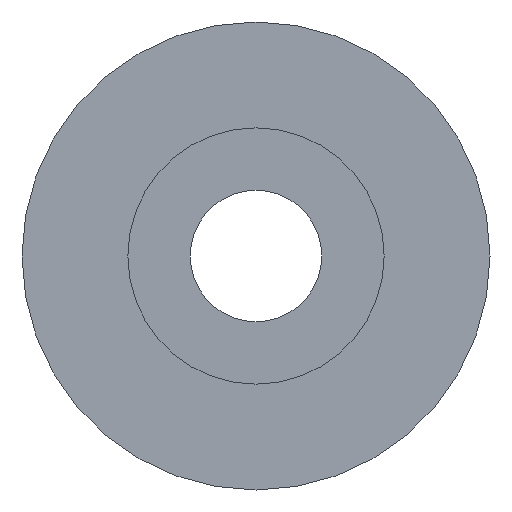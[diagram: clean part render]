
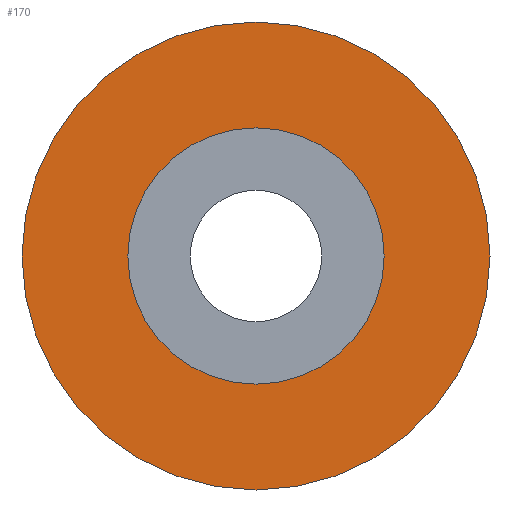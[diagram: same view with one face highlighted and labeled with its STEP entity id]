
A CAD part, front view. The second image highlights one B-rep face of the part: STEP entity #170.
In plain terms, the highlighted planar face has unit normal (0, -1, 0).
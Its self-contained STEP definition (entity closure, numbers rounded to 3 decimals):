
#17 = AXIS2_PLACEMENT_3D ( 'NONE', #366, #219, #260 ) ;
#20 = DIRECTION ( 'NONE',  ( 0., -1., 0. ) ) ;
#26 = CARTESIAN_POINT ( 'NONE',  ( 0., 8., -4.875 ) ) ;
#39 = EDGE_CURVE ( 'NONE', #208, #283, #262, .T. ) ;
#41 = ORIENTED_EDGE ( 'NONE', *, *, #269, .T. ) ;
#54 = CARTESIAN_POINT ( 'NONE',  ( 0., 8., 0. ) ) ;
#57 = CARTESIAN_POINT ( 'NONE',  ( 0., 8., 0. ) ) ;
#58 = EDGE_LOOP ( 'NONE', ( #41, #396 ) ) ;
#59 = VERTEX_POINT ( 'NONE', #251 ) ;
#85 = CIRCLE ( 'NONE', #133, 4.875 ) ;
#106 = EDGE_LOOP ( 'NONE', ( #330, #318 ) ) ;
#118 = CARTESIAN_POINT ( 'NONE',  ( -8.9, 8., 0. ) ) ;
#123 = FACE_OUTER_BOUND ( 'NONE', #58, .T. ) ;
#133 = AXIS2_PLACEMENT_3D ( 'NONE', #310, #381, #284 ) ;
#150 = DIRECTION ( 'NONE',  ( 0., 1., 0. ) ) ;
#154 = DIRECTION ( 'NONE',  ( 0., 0., 1. ) ) ;
#157 = FACE_BOUND ( 'NONE', #106, .T. ) ;
#163 = CARTESIAN_POINT ( 'NONE',  ( 0., 8., 8.9 ) ) ;
#170 = ADVANCED_FACE ( 'NONE', ( #157, #123 ), #435, .F. ) ;
#183 = AXIS2_PLACEMENT_3D ( 'NONE', #54, #307, #384 ) ;
#185 = EDGE_CURVE ( 'NONE', #59, #387, #85, .T. ) ;
#208 = VERTEX_POINT ( 'NONE', #163 ) ;
#219 = DIRECTION ( 'NONE',  ( 0., -1., 0. ) ) ;
#251 = CARTESIAN_POINT ( 'NONE',  ( 0., 8., 4.875 ) ) ;
#260 = DIRECTION ( 'NONE',  ( 0., 0., -1. ) ) ;
#262 = CIRCLE ( 'NONE', #17, 8.9 ) ;
#269 = EDGE_CURVE ( 'NONE', #283, #208, #323, .T. ) ;
#281 = DIRECTION ( 'NONE',  ( 0., 0., -1. ) ) ;
#283 = VERTEX_POINT ( 'NONE', #345 ) ;
#284 = DIRECTION ( 'NONE',  ( 0., 0., -1. ) ) ;
#289 = EDGE_CURVE ( 'NONE', #387, #59, #414, .T. ) ;
#299 = AXIS2_PLACEMENT_3D ( 'NONE', #57, #20, #281 ) ;
#307 = DIRECTION ( 'NONE',  ( 0., -1., 0. ) ) ;
#308 = AXIS2_PLACEMENT_3D ( 'NONE', #118, #150, #154 ) ;
#310 = CARTESIAN_POINT ( 'NONE',  ( 0., 8., 0. ) ) ;
#318 = ORIENTED_EDGE ( 'NONE', *, *, #185, .F. ) ;
#323 = CIRCLE ( 'NONE', #299, 8.9 ) ;
#330 = ORIENTED_EDGE ( 'NONE', *, *, #289, .F. ) ;
#345 = CARTESIAN_POINT ( 'NONE',  ( 0., 8., -8.9 ) ) ;
#366 = CARTESIAN_POINT ( 'NONE',  ( 0., 8., 0. ) ) ;
#381 = DIRECTION ( 'NONE',  ( 0., -1., 0. ) ) ;
#384 = DIRECTION ( 'NONE',  ( 0., 0., -1. ) ) ;
#387 = VERTEX_POINT ( 'NONE', #26 ) ;
#396 = ORIENTED_EDGE ( 'NONE', *, *, #39, .T. ) ;
#414 = CIRCLE ( 'NONE', #183, 4.875 ) ;
#435 = PLANE ( 'NONE',  #308 ) ;
